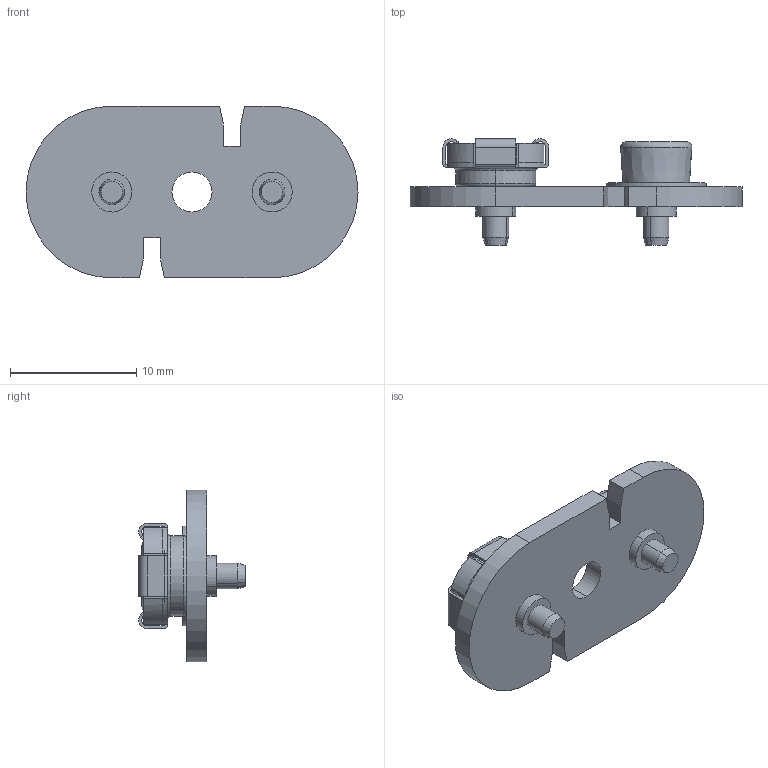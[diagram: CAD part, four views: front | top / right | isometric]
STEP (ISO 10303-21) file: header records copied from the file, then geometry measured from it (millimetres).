
FILE_DESCRIPTION (( 'STEP AP203' ), '1' );
FILE_NAME ('967.STEP', '2012-03-22T19:39:08', ( '' ), ( '' ), 'SwSTEP 2.0', 'SolidWorks 2009', '' );
FILE_SCHEMA (( 'CONFIG_CONTROL_DESIGN' ));
Length unit declared in the file: millimetre
Products named in the file (5): F68; 967; 261; 269; 1455-120-Xfor assembly_1455-3
Assembly tree (5 placements, depth 2):
  967
    261
    1455-120-Xfor assembly_1455-3  x2
    269
    F68
Bounding box: 26.29 x 8.43 x 13.59 mm (x, y, z)
Volume: 580.9 mm3; surface area: 1463.9 mm2
Topology: 5 solids, 5 shells, 218 faces, 524 edges, 324 vertices
Faces by surface type: plane 90, cylinder 68, torus 42, cone 18
Entity records: 6525 total; most frequent: CARTESIAN_POINT 1141, DIRECTION 1078, ORIENTED_EDGE 980, EDGE_CURVE 490, AXIS2_PLACEMENT_3D 410, VERTEX_POINT 305, VECTOR 258, LINE 258
